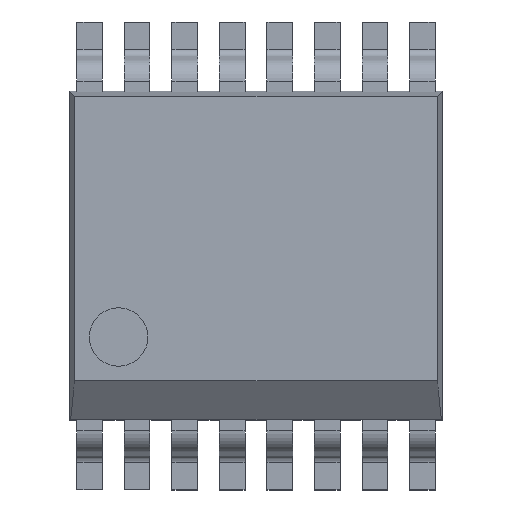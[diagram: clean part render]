
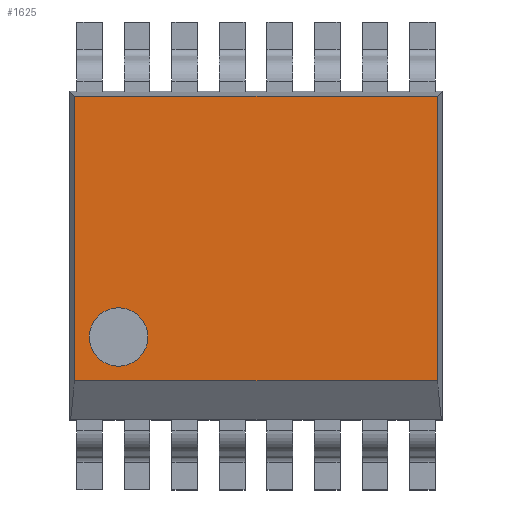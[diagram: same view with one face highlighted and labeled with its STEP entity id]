
A CAD part, top view. The second image highlights one B-rep face of the part: STEP entity #1625.
In plain terms, the highlighted planar face has unit normal (0, 0, 1).
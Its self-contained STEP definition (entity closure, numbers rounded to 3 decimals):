
#84=CARTESIAN_POINT('',(-1.48,-1.11,1.1));
#85=VERTEX_POINT('',#84);
#86=CARTESIAN_POINT('',(-1.88,-1.11,1.1));
#87=DIRECTION('',(0.0,0.0,1.0));
#88=DIRECTION('',(1.0,0.0,0.0));
#89=AXIS2_PLACEMENT_3D('',#86,#87,#88);
#90=CIRCLE('',#89,0.4);
#91=EDGE_CURVE('',#85,#85,#90,.T.);
#581=CARTESIAN_POINT('',(-2.48,2.18,1.1));
#582=VERTEX_POINT('',#581);
#589=CARTESIAN_POINT('',(2.48,2.18,1.1));
#590=VERTEX_POINT('',#589);
#591=CARTESIAN_POINT('',(2.48,2.18,1.1));
#592=DIRECTION('',(-1.0,0.0,0.0));
#593=VECTOR('',#592,4.959);
#594=LINE('',#591,#593);
#595=EDGE_CURVE('',#590,#582,#594,.T.);
#1561=CARTESIAN_POINT('',(2.48,-1.71,1.1));
#1562=VERTEX_POINT('',#1561);
#1563=CARTESIAN_POINT('',(2.48,-1.71,1.1));
#1564=DIRECTION('',(0.0,1.0,0.0));
#1565=VECTOR('',#1564,3.889);
#1566=LINE('',#1563,#1565);
#1567=EDGE_CURVE('',#1562,#590,#1566,.T.);
#1587=CARTESIAN_POINT('',(-2.48,-1.71,1.1));
#1588=VERTEX_POINT('',#1587);
#1595=CARTESIAN_POINT('',(-2.48,2.18,1.1));
#1596=DIRECTION('',(0.0,-1.0,0.0));
#1597=VECTOR('',#1596,3.889);
#1598=LINE('',#1595,#1597);
#1599=EDGE_CURVE('',#582,#1588,#1598,.T.);
#1606=CARTESIAN_POINT('',(-2.55,-2.25,1.1));
#1607=DIRECTION('',(0.0,0.0,1.0));
#1608=DIRECTION('',(1.0,0.0,0.0));
#1609=AXIS2_PLACEMENT_3D('',#1606,#1607,#1608);
#1610=PLANE('',#1609);
#1611=ORIENTED_EDGE('',*,*,#1599,.T.);
#1612=CARTESIAN_POINT('',(-2.48,-1.71,1.1));
#1613=DIRECTION('',(1.0,0.0,0.0));
#1614=VECTOR('',#1613,4.959);
#1615=LINE('',#1612,#1614);
#1616=EDGE_CURVE('',#1588,#1562,#1615,.T.);
#1617=ORIENTED_EDGE('',*,*,#1616,.T.);
#1618=ORIENTED_EDGE('',*,*,#1567,.T.);
#1619=ORIENTED_EDGE('',*,*,#595,.T.);
#1620=EDGE_LOOP('',(#1611,#1617,#1618,#1619));
#1621=FACE_OUTER_BOUND('',#1620,.T.);
#1622=ORIENTED_EDGE('',*,*,#91,.F.);
#1623=EDGE_LOOP('',(#1622));
#1624=FACE_BOUND('',#1623,.T.);
#1625=ADVANCED_FACE('',(#1621,#1624),#1610,.T.);
